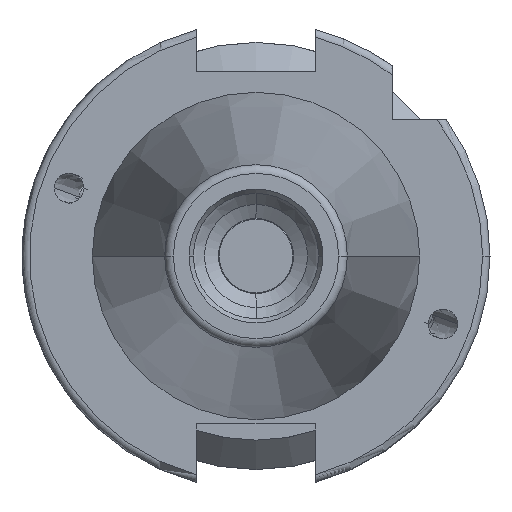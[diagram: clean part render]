
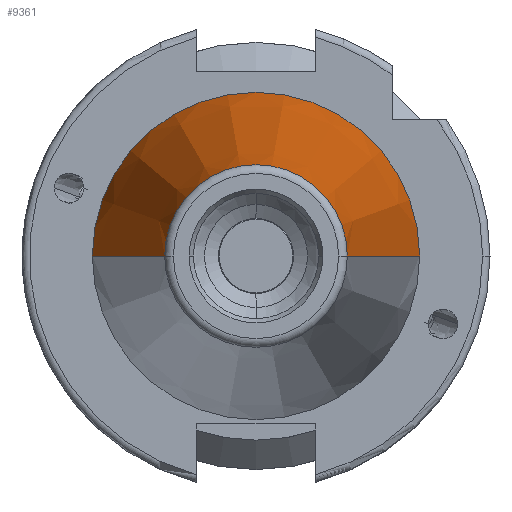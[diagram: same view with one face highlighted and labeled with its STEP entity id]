
A CAD part, left-side view. The second image highlights one B-rep face of the part: STEP entity #9361.
In plain terms, the highlighted conical face has half-angle 8.297 degrees and reference radius 22.225 mm.
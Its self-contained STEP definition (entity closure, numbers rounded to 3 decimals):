
#3209 = CARTESIAN_POINT ( 'NONE',  ( -67.373, 12.4, 0. ) ) ;
#3210 = CARTESIAN_POINT ( 'NONE',  ( -67.373, -12.4, 0. ) ) ;
#3211 = DIRECTION ( 'NONE',  ( 0., -1., 0. ) ) ;
#3212 = DIRECTION ( 'NONE',  ( -1., 0., 0. ) ) ;
#3213 = AXIS2_PLACEMENT_3D ( 'NONE', #3219, #3212, #3211 ) ;
#3214 = CIRCLE ( 'NONE', #3213, 12.4 ) ;
#3219 = CARTESIAN_POINT ( 'NONE',  ( -67.373, 0., 0. ) ) ;
#3239 = LINE ( 'NONE', #3419, #3418 ) ;
#3240 = DIRECTION ( 'NONE',  ( 0.99, -0.144, 0. ) ) ;
#3241 = VECTOR ( 'NONE', #3240, 1000. ) ;
#3242 = CARTESIAN_POINT ( 'NONE',  ( 0., -22.225, 0. ) ) ;
#3243 = LINE ( 'NONE', #3242, #3241 ) ;
#3417 = DIRECTION ( 'NONE',  ( 0.99, 0.144, 0. ) ) ;
#3418 = VECTOR ( 'NONE', #3417, 1000. ) ;
#3419 = CARTESIAN_POINT ( 'NONE',  ( 0., 22.225, 0. ) ) ;
#3530 = CARTESIAN_POINT ( 'NONE',  ( 0., 0., 0. ) ) ;
#3531 = AXIS2_PLACEMENT_3D ( 'NONE', #3530, #3564, #3563 ) ;
#3555 = CIRCLE ( 'NONE', #3531, 22.225 ) ;
#3557 = CARTESIAN_POINT ( 'NONE',  ( 0., 22.225, 0. ) ) ;
#3563 = DIRECTION ( 'NONE',  ( 0., -1., 0. ) ) ;
#3564 = DIRECTION ( 'NONE',  ( -1., 0., 0. ) ) ;
#3566 = DIRECTION ( 'NONE',  ( 0., 1., 0. ) ) ;
#3567 = FACE_OUTER_BOUND ( 'NONE', #9169, .T. ) ;
#3570 = DIRECTION ( 'NONE',  ( 1., 0., 0. ) ) ;
#3571 = CARTESIAN_POINT ( 'NONE',  ( 0., 0., 0. ) ) ;
#3574 = CONICAL_SURFACE ( 'NONE', #3575, 22.225, 0.145 ) ;
#3575 = AXIS2_PLACEMENT_3D ( 'NONE', #3571, #3570, #3566 ) ;
#3588 = CARTESIAN_POINT ( 'NONE',  ( 0., -22.225, 0. ) ) ;
#9169 = EDGE_LOOP ( 'NONE', ( #9170, #9235, #9237, #9238 ) ) ;
#9170 = ORIENTED_EDGE ( 'NONE', *, *, #9171, .F. ) ;
#9171 = EDGE_CURVE ( 'NONE', #9172, #9173, #3214, .T. ) ;
#9172 = VERTEX_POINT ( 'NONE', #3210 ) ;
#9173 = VERTEX_POINT ( 'NONE', #3209 ) ;
#9235 = ORIENTED_EDGE ( 'NONE', *, *, #9236, .T. ) ;
#9236 = EDGE_CURVE ( 'NONE', #9172, #9358, #3243, .T. ) ;
#9237 = ORIENTED_EDGE ( 'NONE', *, *, #9357, .T. ) ;
#9238 = ORIENTED_EDGE ( 'NONE', *, *, #9239, .F. ) ;
#9239 = EDGE_CURVE ( 'NONE', #9173, #9355, #3239, .T. ) ;
#9355 = VERTEX_POINT ( 'NONE', #3557 ) ;
#9357 = EDGE_CURVE ( 'NONE', #9358, #9355, #3555, .T. ) ;
#9358 = VERTEX_POINT ( 'NONE', #3588 ) ;
#9361 = ADVANCED_FACE ( 'NONE', ( #3567 ), #3574, .T. ) ;
